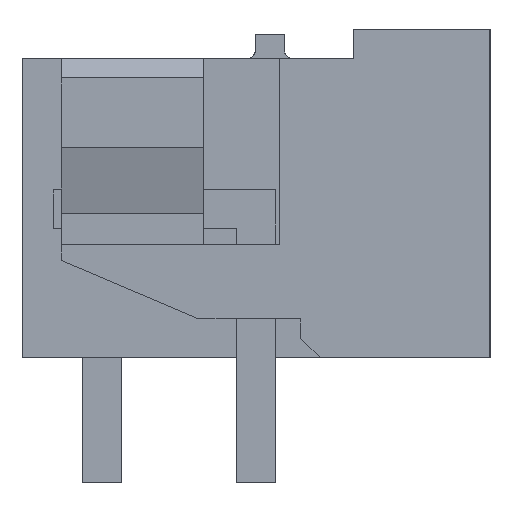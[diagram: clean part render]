
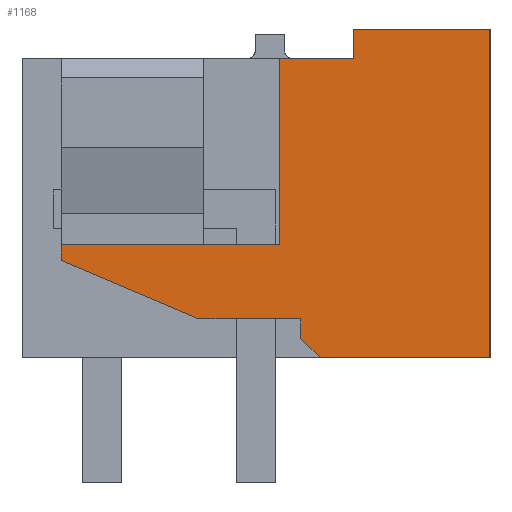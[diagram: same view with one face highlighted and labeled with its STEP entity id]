
A CAD part, left-side view. The second image highlights one B-rep face of the part: STEP entity #1168.
In plain terms, the highlighted planar face has unit normal (-1, 0, 0).
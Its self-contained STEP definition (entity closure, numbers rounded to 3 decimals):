
#1128=AXIS2_PLACEMENT_3D('Plane Axis2P3D',#1125,#1126,#1127) ;
#254=CARTESIAN_POINT('Vertex',(0.,0.,3.2)) ;
#259=CARTESIAN_POINT('Line Origine',(0.,2.177,3.2)) ;
#263=CARTESIAN_POINT('Vertex',(0.,4.354,3.2)) ;
#408=CARTESIAN_POINT('Vertex',(0.,5.4,10.88)) ;
#411=CARTESIAN_POINT('Line Origine',(0.,4.45,10.88)) ;
#415=CARTESIAN_POINT('Vertex',(0.,3.5,10.88)) ;
#706=CARTESIAN_POINT('Line Origine',(0.,11.,5.905)) ;
#710=CARTESIAN_POINT('Vertex',(0.,11.,6.11)) ;
#712=CARTESIAN_POINT('Vertex',(0.,11.,5.701)) ;
#814=CARTESIAN_POINT('Vertex',(0.,7.465,4.203)) ;
#817=CARTESIAN_POINT('Line Origine',(0.,9.232,4.952)) ;
#838=CARTESIAN_POINT('Vertex',(0.,4.854,4.203)) ;
#841=CARTESIAN_POINT('Line Origine',(0.,6.159,4.203)) ;
#896=CARTESIAN_POINT('Vertex',(0.,4.854,3.7)) ;
#899=CARTESIAN_POINT('Line Origine',(0.,4.854,3.951)) ;
#916=CARTESIAN_POINT('Line Origine',(0.,4.604,3.45)) ;
#939=CARTESIAN_POINT('Vertex',(0.,0.,11.63)) ;
#942=CARTESIAN_POINT('Line Origine',(0.,0.,7.415)) ;
#1125=CARTESIAN_POINT('Axis2P3D Location',(0.,12.,1.7)) ;
#1130=CARTESIAN_POINT('Line Origine',(0.,1.75,11.63)) ;
#1134=CARTESIAN_POINT('Vertex',(0.,3.5,11.63)) ;
#1137=CARTESIAN_POINT('Line Origine',(0.,3.5,11.255)) ;
#1142=CARTESIAN_POINT('Line Origine',(0.,5.4,8.495)) ;
#1146=CARTESIAN_POINT('Vertex',(0.,5.4,6.11)) ;
#1149=CARTESIAN_POINT('Line Origine',(0.,8.2,6.11)) ;
#260=DIRECTION('Vector Direction',(0.,1.,0.)) ;
#412=DIRECTION('Vector Direction',(0.,1.,0.)) ;
#707=DIRECTION('Vector Direction',(0.,0.,1.)) ;
#818=DIRECTION('Vector Direction',(0.,0.921,0.39)) ;
#842=DIRECTION('Vector Direction',(0.,-1.,0.)) ;
#900=DIRECTION('Vector Direction',(0.,0.,-1.)) ;
#917=DIRECTION('Vector Direction',(0.,0.707,0.707)) ;
#943=DIRECTION('Vector Direction',(0.,0.,-1.)) ;
#1126=DIRECTION('Axis2P3D Direction',(-1.,0.,0.)) ;
#1127=DIRECTION('Axis2P3D XDirection',(0.,-1.,0.)) ;
#1131=DIRECTION('Vector Direction',(0.,1.,0.)) ;
#1138=DIRECTION('Vector Direction',(0.,0.,1.)) ;
#1143=DIRECTION('Vector Direction',(0.,0.,-1.)) ;
#1150=DIRECTION('Vector Direction',(0.,1.,0.)) ;
#261=VECTOR('Line Direction',#260,1.) ;
#413=VECTOR('Line Direction',#412,1.) ;
#708=VECTOR('Line Direction',#707,1.) ;
#819=VECTOR('Line Direction',#818,1.) ;
#843=VECTOR('Line Direction',#842,1.) ;
#901=VECTOR('Line Direction',#900,1.) ;
#918=VECTOR('Line Direction',#917,1.) ;
#944=VECTOR('Line Direction',#943,1.) ;
#1132=VECTOR('Line Direction',#1131,1.) ;
#1139=VECTOR('Line Direction',#1138,1.) ;
#1144=VECTOR('Line Direction',#1143,1.) ;
#1151=VECTOR('Line Direction',#1150,1.) ;
#1155=ORIENTED_EDGE('',*,*,#1136,.T.) ;
#1156=ORIENTED_EDGE('',*,*,#1141,.T.) ;
#1157=ORIENTED_EDGE('',*,*,#417,.T.) ;
#1158=ORIENTED_EDGE('',*,*,#1148,.T.) ;
#1159=ORIENTED_EDGE('',*,*,#1153,.T.) ;
#1160=ORIENTED_EDGE('',*,*,#714,.T.) ;
#1161=ORIENTED_EDGE('',*,*,#821,.T.) ;
#1162=ORIENTED_EDGE('',*,*,#845,.T.) ;
#1163=ORIENTED_EDGE('',*,*,#903,.T.) ;
#1164=ORIENTED_EDGE('',*,*,#920,.T.) ;
#1165=ORIENTED_EDGE('',*,*,#265,.T.) ;
#1166=ORIENTED_EDGE('',*,*,#946,.T.) ;
#1168=ADVANCED_FACE('HOUSING',(#1167),#1129,.T.) ;
#265=EDGE_CURVE('',#264,#255,#262,.F.) ;
#417=EDGE_CURVE('',#416,#409,#414,.T.) ;
#714=EDGE_CURVE('',#711,#713,#709,.F.) ;
#821=EDGE_CURVE('',#713,#815,#820,.F.) ;
#845=EDGE_CURVE('',#815,#839,#844,.T.) ;
#903=EDGE_CURVE('',#839,#897,#902,.T.) ;
#920=EDGE_CURVE('',#897,#264,#919,.F.) ;
#946=EDGE_CURVE('',#255,#940,#945,.F.) ;
#1136=EDGE_CURVE('',#940,#1135,#1133,.T.) ;
#1141=EDGE_CURVE('',#1135,#416,#1140,.F.) ;
#1148=EDGE_CURVE('',#409,#1147,#1145,.T.) ;
#1153=EDGE_CURVE('',#1147,#711,#1152,.T.) ;
#1154=EDGE_LOOP('',(#1155,#1156,#1157,#1158,#1159,#1160,#1161,#1162,#1163,#1164,#1165,#1166)) ;
#1167=FACE_OUTER_BOUND('',#1154,.T.) ;
#262=LINE('Line',#259,#261) ;
#414=LINE('Line',#411,#413) ;
#709=LINE('Line',#706,#708) ;
#820=LINE('Line',#817,#819) ;
#844=LINE('Line',#841,#843) ;
#902=LINE('Line',#899,#901) ;
#919=LINE('Line',#916,#918) ;
#945=LINE('Line',#942,#944) ;
#1133=LINE('Line',#1130,#1132) ;
#1140=LINE('Line',#1137,#1139) ;
#1145=LINE('Line',#1142,#1144) ;
#1152=LINE('Line',#1149,#1151) ;
#1129=PLANE('',#1128) ;
#255=VERTEX_POINT('',#254) ;
#264=VERTEX_POINT('',#263) ;
#409=VERTEX_POINT('',#408) ;
#416=VERTEX_POINT('',#415) ;
#711=VERTEX_POINT('',#710) ;
#713=VERTEX_POINT('',#712) ;
#815=VERTEX_POINT('',#814) ;
#839=VERTEX_POINT('',#838) ;
#897=VERTEX_POINT('',#896) ;
#940=VERTEX_POINT('',#939) ;
#1135=VERTEX_POINT('',#1134) ;
#1147=VERTEX_POINT('',#1146) ;
